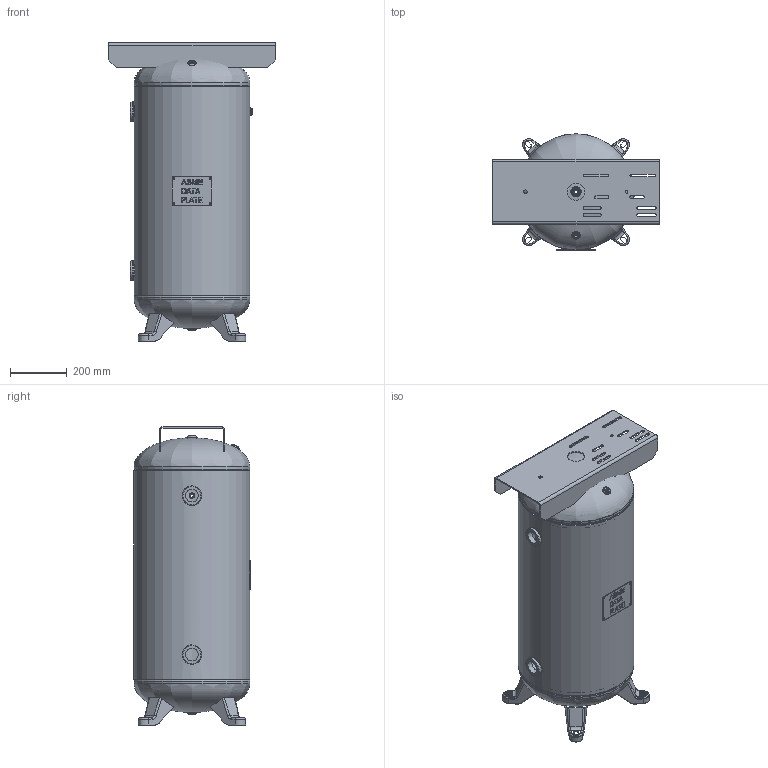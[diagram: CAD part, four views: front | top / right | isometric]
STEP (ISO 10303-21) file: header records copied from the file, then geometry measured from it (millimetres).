
FILE_DESCRIPTION(/* description */ ('16 X 38 200# VERT ASME STOCK 30 GAL W/FEET & TPLT'),/* implementation_level */ '2;1');
FILE_NAME(/* name */ 'SPVG_A10041.stp',/* time_stamp */ '2018-11-07T07:50:44-06:00',/* author */ ('kim.thoune'),/* organization */ ('STEEL FAB IF WE MAKE IT, VENDOR IF WE DON''T'),/* preprocessor_version */ 'ST-DEVELOPER v16.5',/* originating_system */ 'Autodesk Inventor 2017',/* authorisation */ 'CHECKERS BOSS');
FILE_SCHEMA (('AUTOMOTIVE_DESIGN { 1 0 10303 214 3 1 1 }'));
Length unit declared in the file: inch
Products named in the file (13): A10041; A10041-1; A10041-2; 910-791; A10041-3; 910-791_1; F101501; F100250; F100500; S100051; S101453S; 60-140; 64-053
Assembly tree (18 placements, depth 3):
  A10041
    A10041-1
    A10041-2
      910-791
    A10041-3
      910-791_1
    F101501  x2
    F100250  x3
    F100500
    S100051
    S101453S  x4
    60-140
      64-053
Bounding box: 584.2 x 408.25 x 1047.75 mm (x, y, z)
Volume: 5475346.7 mm3; surface area: 3331899.7 mm2
Topology: 15 solids, 15 shells, 487 faces, 1252 edges, 807 vertices
Faces by surface type: plane 248, cylinder 134, bspline 58, torus 41, cone 6
Full cylindrical faces by diameter (mm): 6.35 x4, 9.525 x1, 11.455 x3, 12.7 x1, 18.644 x1, 19.05 x1, 23.812 x1, 26.175 x1, 26.987 x1, 30.95 x1, 44.856 x2, 57.547 x2, 59.144 x2, 60.325 x1, 68.263 x2, 395.681 x2, 400.71 x3, 401.371 x2, 406.4 x2, 407.67 x1
Entity records: 12290 total; most frequent: CARTESIAN_POINT 3849, ORIENTED_EDGE 1656, DIRECTION 1558, EDGE_CURVE 828, LINE 570, VECTOR 570, VERTEX_POINT 569, AXIS2_PLACEMENT_3D 494
